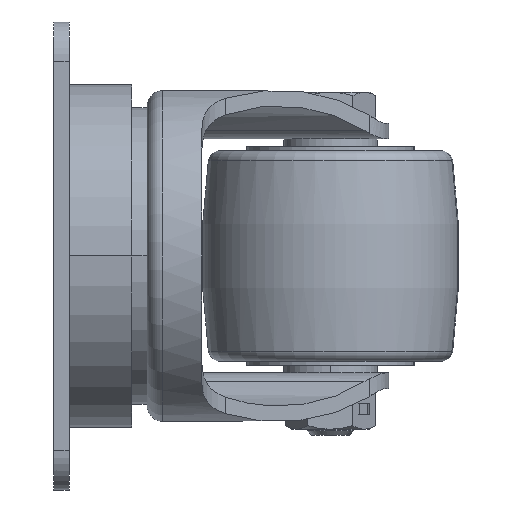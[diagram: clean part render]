
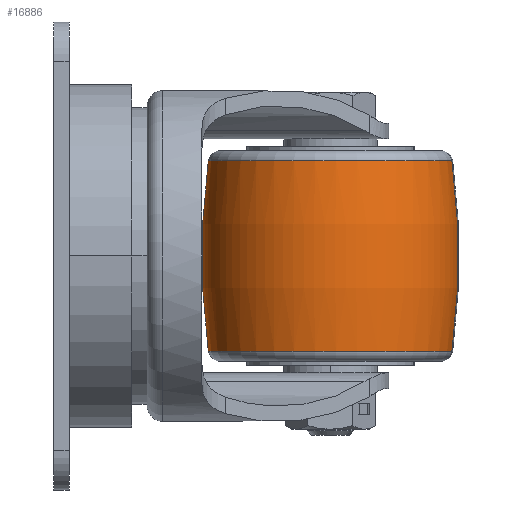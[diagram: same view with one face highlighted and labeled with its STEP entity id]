
A CAD part, left-side view. The second image highlights one B-rep face of the part: STEP entity #16886.
In plain terms, the highlighted toroidal (fillet/blend) face has major radius 75.125 mm and minor radius 91.625 mm.
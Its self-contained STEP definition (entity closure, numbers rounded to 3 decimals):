
#722 = CARTESIAN_POINT ( 'NONE',  ( 19.002, -19.944, -12.2 ) ) ;
#864 = DIRECTION ( 'NONE',  ( 0.992, -0.128, 0. ) ) ;
#1249 = VERTEX_POINT ( 'NONE', #13240 ) ;
#2156 = ORIENTED_EDGE ( 'NONE', *, *, #12600, .T. ) ;
#3226 = DIRECTION ( 'NONE',  ( 0., 0., 1. ) ) ;
#3979 = VERTEX_POINT ( 'NONE', #6532 ) ;
#4228 = TOROIDAL_SURFACE ( 'NONE', #14102, -75.125, 91.625 ) ;
#4277 = AXIS2_PLACEMENT_3D ( 'NONE', #15978, #11780, #10558 ) ;
#4730 = AXIS2_PLACEMENT_3D ( 'NONE', #8430, #864, #6939 ) ;
#5406 = CARTESIAN_POINT ( 'NONE',  ( 26.592, 39.01, 0. ) ) ;
#5455 = CARTESIAN_POINT ( 'NONE',  ( 17., -35.5, 12.2 ) ) ;
#5693 = EDGE_CURVE ( 'NONE', #1249, #14814, #7250, .T. ) ;
#6532 = CARTESIAN_POINT ( 'NONE',  ( 19.002, -19.944, 12.2 ) ) ;
#6618 = CIRCLE ( 'NONE', #4730, 91.625 ) ;
#6939 = DIRECTION ( 'NONE',  ( 0.128, 0.992, 0. ) ) ;
#7250 = CIRCLE ( 'NONE', #18411, 91.625 ) ;
#7864 = VERTEX_POINT ( 'NONE', #722 ) ;
#8430 = CARTESIAN_POINT ( 'NONE',  ( 7.408, -110.01, 0. ) ) ;
#8652 = AXIS2_PLACEMENT_3D ( 'NONE', #5455, #12771, #16053 ) ;
#8809 = ORIENTED_EDGE ( 'NONE', *, *, #13659, .T. ) ;
#8884 = ORIENTED_EDGE ( 'NONE', *, *, #5693, .T. ) ;
#9089 = DIRECTION ( 'NONE',  ( -0.128, -0.992, 0. ) ) ;
#9845 = EDGE_CURVE ( 'NONE', #7864, #3979, #6618, .T. ) ;
#10558 = DIRECTION ( 'NONE',  ( -0.128, -0.992, 0. ) ) ;
#10924 = CARTESIAN_POINT ( 'NONE',  ( 14.998, -51.056, 12.2 ) ) ;
#11178 = EDGE_LOOP ( 'NONE', ( #16876, #2156, #8884, #8809 ) ) ;
#11780 = DIRECTION ( 'NONE',  ( 0., 0., 1. ) ) ;
#11799 = DIRECTION ( 'NONE',  ( -0.992, 0.128, 0. ) ) ;
#12600 = EDGE_CURVE ( 'NONE', #7864, #1249, #12891, .T. ) ;
#12771 = DIRECTION ( 'NONE',  ( 0., 0., -1. ) ) ;
#12891 = CIRCLE ( 'NONE', #4277, 15.684 ) ;
#13240 = CARTESIAN_POINT ( 'NONE',  ( 14.998, -51.056, -12.2 ) ) ;
#13659 = EDGE_CURVE ( 'NONE', #14814, #3979, #15020, .T. ) ;
#14102 = AXIS2_PLACEMENT_3D ( 'NONE', #15374, #3226, #9089 ) ;
#14814 = VERTEX_POINT ( 'NONE', #10924 ) ;
#15020 = CIRCLE ( 'NONE', #8652, 15.684 ) ;
#15374 = CARTESIAN_POINT ( 'NONE',  ( 17., -35.5, 0. ) ) ;
#15978 = CARTESIAN_POINT ( 'NONE',  ( 17., -35.5, -12.2 ) ) ;
#16053 = DIRECTION ( 'NONE',  ( 0.128, 0.992, 0. ) ) ;
#16385 = DIRECTION ( 'NONE',  ( -0.128, -0.992, 0. ) ) ;
#16876 = ORIENTED_EDGE ( 'NONE', *, *, #9845, .F. ) ;
#16886 = ADVANCED_FACE ( 'NONE', ( #18188 ), #4228, .T. ) ;
#18188 = FACE_OUTER_BOUND ( 'NONE', #11178, .T. ) ;
#18411 = AXIS2_PLACEMENT_3D ( 'NONE', #5406, #11799, #16385 ) ;
